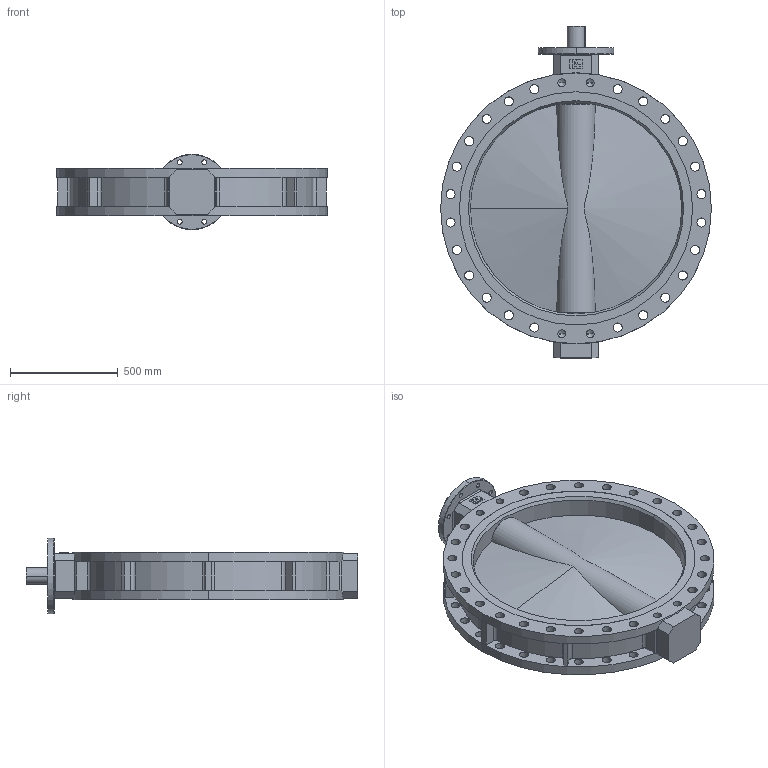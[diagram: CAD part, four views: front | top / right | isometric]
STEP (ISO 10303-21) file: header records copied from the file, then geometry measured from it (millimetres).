
FILE_DESCRIPTION (( 'STEP AP214' ), '1' );
FILE_NAME ('D41000._3.step', '2013-07-30T15:18:54', ( 'mbuehlmann' ), ( '' ), 'SwSTEP 2.0', 'SolidWorks 2012', '' );
FILE_SCHEMA (( 'AUTOMOTIVE_DESIGN' ));
Length unit declared in the file: millimetre
Products named in the file (6): ia-Logo40; ia-Keil_ia-Keil1000; ia-scheibe250_ia-scheibe1000; ia-Dichtungbasic_Dichtung1000; BO.D41000._3; D41000._3
Assembly tree (5 placements, depth 2):
  D41000._3
    BO.D41000._3
    ia-Dichtungbasic_Dichtung1000
    ia-scheibe250_ia-scheibe1000
    ia-Keil_ia-Keil1000
    ia-Logo40
Bounding box: 1255 x 1538 x 350 mm (x, y, z)
Volume: 137334173 mm3; surface area: 6937663.6 mm2
Topology: 5 solids, 5 shells, 305 faces, 843 edges, 542 vertices
Faces by surface type: cylinder 178, plane 81, cone 32, torus 12, sphere 2
Entity records: 10770 total; most frequent: CARTESIAN_POINT 2154, DIRECTION 1808, ORIENTED_EDGE 1648, EDGE_CURVE 824, AXIS2_PLACEMENT_3D 711, VERTEX_POINT 541, EDGE_LOOP 435, CIRCLE 398
